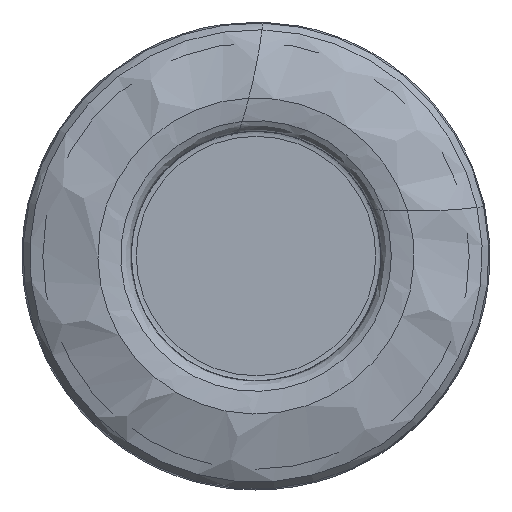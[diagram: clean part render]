
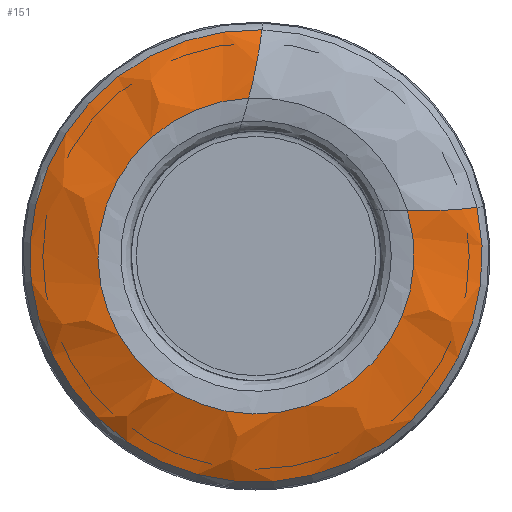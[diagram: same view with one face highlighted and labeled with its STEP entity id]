
A CAD part, left-side view. The second image highlights one B-rep face of the part: STEP entity #151.
In plain terms, the highlighted free-form (B-spline) face has degree [3, 3] with [4, 7] control points.
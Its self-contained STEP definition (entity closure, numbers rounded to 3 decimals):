
#49=(
BOUNDED_SURFACE()
B_SPLINE_SURFACE(3,3,((#1090,#1091,#1092,#1093,#1094,#1095,#1096),(#1097,
#1098,#1099,#1100,#1101,#1102,#1103),(#1104,#1105,#1106,#1107,#1108,#1109,
#1110),(#1111,#1112,#1113,#1114,#1115,#1116,#1117)),.UNSPECIFIED.,.F.,.F.,
 .F.)
B_SPLINE_SURFACE_WITH_KNOTS((4,4),(4,3,4),(0.,1.),(0.,0.5,1.),
 .UNSPECIFIED.)
GEOMETRIC_REPRESENTATION_ITEM()
RATIONAL_B_SPLINE_SURFACE(((1.,0.551,0.551,1.,0.551,
0.551,1.),(0.961,0.529,0.529,
0.961,0.529,0.529,0.961),
(0.961,0.529,0.529,0.961,
0.529,0.529,0.961),(1.,0.551,
0.551,1.,0.551,0.551,1.)))
REPRESENTATION_ITEM('')
SURFACE()
);
#151=ADVANCED_FACE('',(#179),#49,.F.);
#179=FACE_OUTER_BOUND('',#233,.T.);
#233=EDGE_LOOP('',(#314,#315,#316,#317));
#314=ORIENTED_EDGE('',*,*,#455,.F.);
#315=ORIENTED_EDGE('',*,*,#456,.F.);
#316=ORIENTED_EDGE('',*,*,#452,.T.);
#317=ORIENTED_EDGE('',*,*,#457,.F.);
#405=VERTEX_POINT('',#1053);
#406=VERTEX_POINT('',#1054);
#407=VERTEX_POINT('',#1086);
#408=VERTEX_POINT('',#1087);
#452=EDGE_CURVE('',#405,#406,#513,.T.);
#455=EDGE_CURVE('',#407,#408,#516,.T.);
#456=EDGE_CURVE('',#405,#407,#517,.T.);
#457=EDGE_CURVE('',#408,#406,#518,.T.);
#513=CIRCLE('',#589,8.776);
#516=CIRCLE('',#592,12.566);
#517=CIRCLE('',#593,6.);
#518=CIRCLE('',#594,6.);
#589=AXIS2_PLACEMENT_3D('',#1052,#721,#722);
#592=AXIS2_PLACEMENT_3D('',#1085,#727,#728);
#593=AXIS2_PLACEMENT_3D('',#1088,#729,#730);
#594=AXIS2_PLACEMENT_3D('',#1089,#731,#732);
#721=DIRECTION('',(1.,0.,0.));
#722=DIRECTION('',(0.,-0.959,0.285));
#727=DIRECTION('',(1.,0.,0.));
#728=DIRECTION('',(0.,-0.977,0.215));
#729=DIRECTION('',(-0.174,0.,0.985));
#730=DIRECTION('',(0.985,0.,0.174));
#731=DIRECTION('',(0.174,-0.956,-0.237));
#732=DIRECTION('',(0.985,0.169,0.042));
#1052=CARTESIAN_POINT('',(0.009,0.,0.));
#1053=CARTESIAN_POINT('',(0.009,-8.412,2.502));
#1054=CARTESIAN_POINT('',(0.009,0.405,8.767));
#1085=CARTESIAN_POINT('',(1.135,0.,0.));
#1086=CARTESIAN_POINT('',(1.135,-12.272,2.7));
#1087=CARTESIAN_POINT('',(1.135,-0.331,12.562));
#1088=CARTESIAN_POINT('',(5.909,-8.737,3.542));
#1089=CARTESIAN_POINT('',(5.909,1.336,9.332));
#1090=CARTESIAN_POINT('',(0.009,-8.412,2.502));
#1091=CARTESIAN_POINT('',(0.009,-11.275,-7.128));
#1092=CARTESIAN_POINT('',(0.009,-3.105,-12.973));
#1093=CARTESIAN_POINT('',(0.009,5.084,-7.154));
#1094=CARTESIAN_POINT('',(0.009,13.272,-1.335));
#1095=CARTESIAN_POINT('',(0.009,10.44,8.303));
#1096=CARTESIAN_POINT('',(0.009,0.405,8.767));
#1097=CARTESIAN_POINT('',(-0.066,-9.806,2.488));
#1098=CARTESIAN_POINT('',(-0.066,-12.654,-8.736));
#1099=CARTESIAN_POINT('',(-0.066,-2.971,-15.088));
#1100=CARTESIAN_POINT('',(-0.066,6.189,-8.002));
#1101=CARTESIAN_POINT('',(-0.066,15.35,-0.917));
#1102=CARTESIAN_POINT('',(-0.066,11.637,10.052));
#1103=CARTESIAN_POINT('',(-0.066,0.057,10.117));
#1104=CARTESIAN_POINT('',(0.325,-11.145,2.557));
#1105=CARTESIAN_POINT('',(0.325,-14.072,-10.2));
#1106=CARTESIAN_POINT('',(0.325,-2.965,-17.125));
#1107=CARTESIAN_POINT('',(0.325,7.201,-8.882));
#1108=CARTESIAN_POINT('',(0.325,17.368,-0.638));
#1109=CARTESIAN_POINT('',(0.325,12.888,11.66));
#1110=CARTESIAN_POINT('',(0.325,-0.198,11.432));
#1111=CARTESIAN_POINT('',(1.135,-12.272,2.7));
#1112=CARTESIAN_POINT('',(1.135,-15.363,-11.348));
#1113=CARTESIAN_POINT('',(1.135,-3.089,-18.848));
#1114=CARTESIAN_POINT('',(1.135,8.002,-9.689));
#1115=CARTESIAN_POINT('',(1.135,19.092,-0.53));
#1116=CARTESIAN_POINT('',(1.135,14.048,12.941));
#1117=CARTESIAN_POINT('',(1.135,-0.331,12.562));
